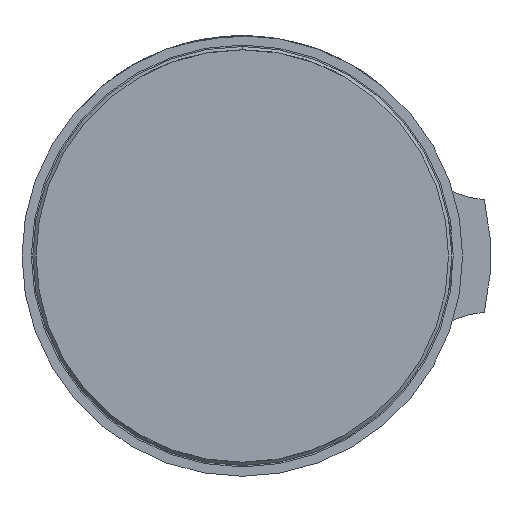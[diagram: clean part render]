
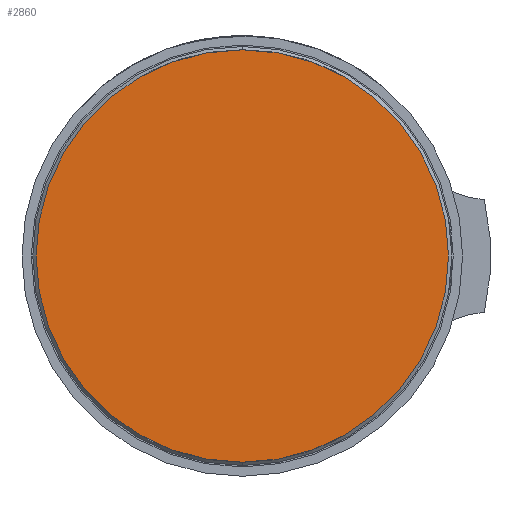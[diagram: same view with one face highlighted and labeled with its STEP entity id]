
A CAD part, front view. The second image highlights one B-rep face of the part: STEP entity #2860.
In plain terms, the highlighted planar face has unit normal (0, -1, 0).
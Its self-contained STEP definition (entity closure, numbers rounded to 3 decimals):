
#194 = CIRCLE ( 'NONE', #3390, 2.2 ) ;
#394 = DIRECTION ( 'NONE',  ( -1., 0., 0. ) ) ;
#555 = AXIS2_PLACEMENT_3D ( 'NONE', #3820, #3093, #1198 ) ;
#600 = EDGE_CURVE ( 'Defeature ausgef�hrt1_8+Defeature ausgef�hrt1_15+Defeature ausgef�hrt1_15+Defeature ausgef�hrt1_15', #1303, #755, #194, .T. ) ;
#614 = CARTESIAN_POINT ( 'NONE',  ( 0., 0., -1.9 ) ) ;
#669 = DIRECTION ( 'NONE',  ( 1., 0., 0. ) ) ;
#755 = VERTEX_POINT ( 'NONE', #4611 ) ;
#819 = CARTESIAN_POINT ( 'NONE',  ( 0., 0., 0. ) ) ;
#822 = ORIENTED_EDGE ( 'NONE', *, *, #3630, .T. ) ;
#1198 = DIRECTION ( 'NONE',  ( -1., 0., 0. ) ) ;
#1303 = VERTEX_POINT ( 'NONE', #3926 ) ;
#1414 = DIRECTION ( 'NONE',  ( 0., 1., 0. ) ) ;
#1527 = ORIENTED_EDGE ( 'NONE', *, *, #600, .T. ) ;
#1577 = EDGE_LOOP ( 'NONE', ( #1527, #822 ) ) ;
#1705 = FACE_OUTER_BOUND ( 'NONE', #1577, .T. ) ;
#2210 = AXIS2_PLACEMENT_3D ( 'NONE', #614, #1414, #669 ) ;
#2860 = ADVANCED_FACE ( 'Defeature ausgef�hrt1_8', ( #1705 ), #4851, .F. ) ;
#3093 = DIRECTION ( 'NONE',  ( 0., -1., 0. ) ) ;
#3096 = DIRECTION ( 'NONE',  ( 0., -1., 0. ) ) ;
#3390 = AXIS2_PLACEMENT_3D ( 'NONE', #819, #3096, #394 ) ;
#3630 = EDGE_CURVE ( 'Defeature ausgef�hrt1_8+Defeature ausgef�hrt1_15+Defeature ausgef�hrt1_15+Defeature ausgef�hrt1_15', #755, #1303, #3709, .T. ) ;
#3709 = CIRCLE ( 'NONE', #555, 2.2 ) ;
#3820 = CARTESIAN_POINT ( 'NONE',  ( 0., 0., 0. ) ) ;
#3926 = CARTESIAN_POINT ( 'NONE',  ( -2.2, 0., 0. ) ) ;
#4611 = CARTESIAN_POINT ( 'NONE',  ( 2.2, 0., 0. ) ) ;
#4851 = PLANE ( 'NONE',  #2210 ) ;
